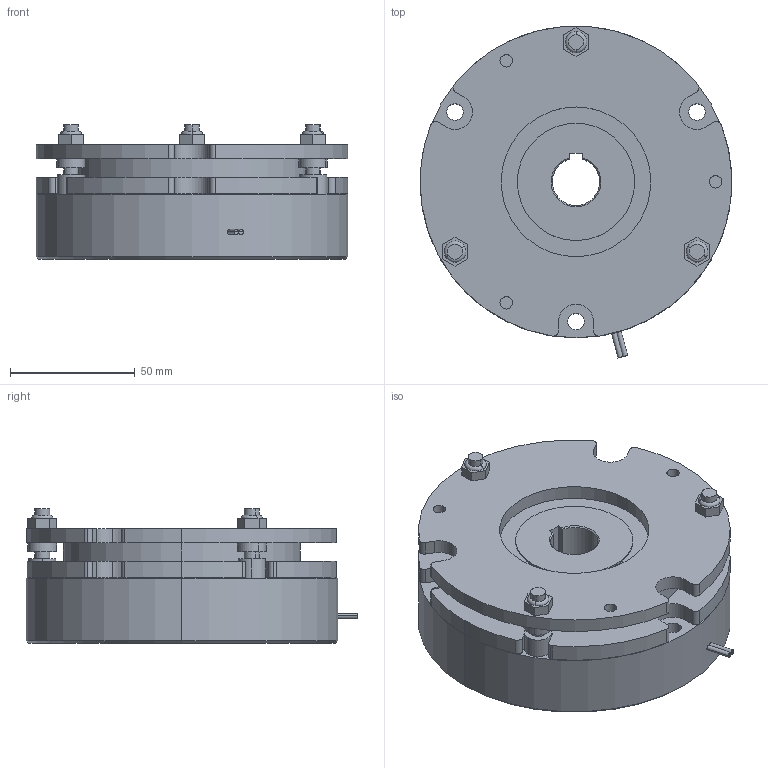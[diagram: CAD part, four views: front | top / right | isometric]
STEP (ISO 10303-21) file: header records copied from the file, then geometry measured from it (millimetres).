
FILE_DESCRIPTION (( 'STEP AP203' ), '1' );
FILE_NAME ('SNB 1.2G-N_23772100_乾式無励磁作動ブレーキ組立.STEP', '2016-03-29T03:01:33', ( ' ' ), ( '' ), 'SwSTEP 2.0', 'SolidWorks 2009', '' );
FILE_SCHEMA (( 'CONFIG_CONTROL_DESIGN' ));
Length unit declared in the file: millimetre
Products named in the file (1): SNB 1.2G-N_23772100_乾式無励磁作動ブレーキ組立
Bounding box: 125 x 133.05 x 54 mm (x, y, z)
Volume: 448164.7 mm3; surface area: 86741.2 mm2
Topology: 4 solids, 4 shells, 204 faces, 508 edges, 328 vertices
Faces by surface type: cylinder 115, plane 67, torus 14, cone 8
Entity records: 6237 total; most frequent: DIRECTION 1164, CARTESIAN_POINT 1045, ORIENTED_EDGE 1000, EDGE_CURVE 500, AXIS2_PLACEMENT_3D 463, VERTEX_POINT 328, CIRCLE 258, EDGE_LOOP 252
